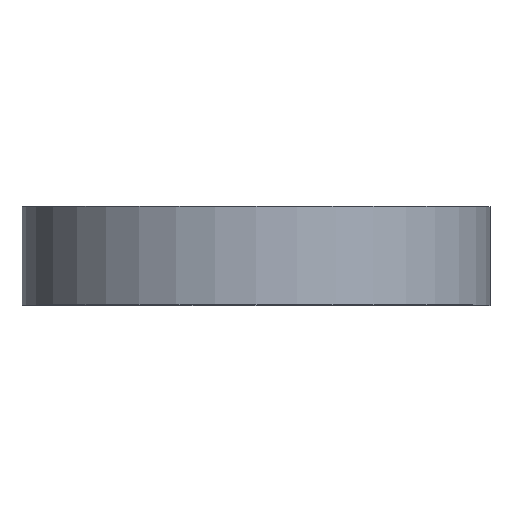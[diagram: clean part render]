
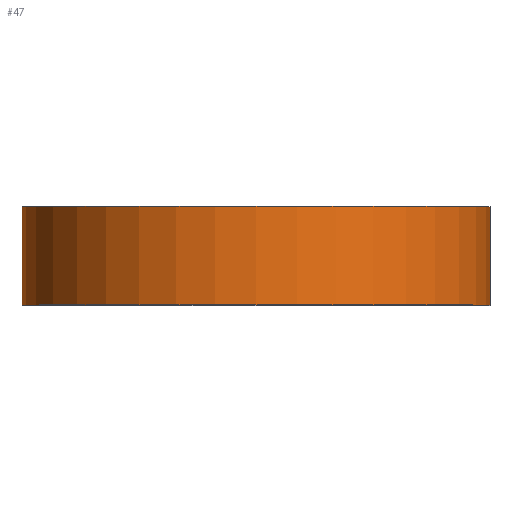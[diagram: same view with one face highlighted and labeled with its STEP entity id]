
A CAD part, top view. The second image highlights one B-rep face of the part: STEP entity #47.
In plain terms, the highlighted cylindrical face has radius 52.807 mm (diameter 105.613 mm), a partial arc.
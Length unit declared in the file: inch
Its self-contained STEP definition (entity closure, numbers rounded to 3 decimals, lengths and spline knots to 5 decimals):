
#4 = EDGE_CURVE ( 'NONE', #489, #100, #311, .T. ) ;
#7 = CYLINDRICAL_SURFACE ( 'NONE', #357, 2.079 ) ;
#8 = VECTOR ( 'NONE', #721, 39.37008 ) ;
#27 = CARTESIAN_POINT ( 'NONE',  ( 0., -0.4375, -2.079 ) ) ;
#40 = EDGE_CURVE ( 'NONE', #100, #468, #294, .T. ) ;
#47 = ADVANCED_FACE ( 'NONE', ( #252 ), #7, .T. ) ;
#73 = DIRECTION ( 'NONE',  ( 0., 0., -1. ) ) ;
#91 = ORIENTED_EDGE ( 'NONE', *, *, #4, .F. ) ;
#100 = VERTEX_POINT ( 'NONE', #429 ) ;
#110 = VERTEX_POINT ( 'NONE', #27 ) ;
#130 = VECTOR ( 'NONE', #591, 39.37008 ) ;
#137 = LINE ( 'NONE', #598, #130 ) ;
#185 = CIRCLE ( 'NONE', #478, 2.079 ) ;
#252 = FACE_OUTER_BOUND ( 'NONE', #686, .T. ) ;
#294 = LINE ( 'NONE', #717, #8 ) ;
#311 = CIRCLE ( 'NONE', #395, 2.079 ) ;
#357 = AXIS2_PLACEMENT_3D ( 'NONE', #708, #734, #73 ) ;
#395 = AXIS2_PLACEMENT_3D ( 'NONE', #410, #402, #474 ) ;
#402 = DIRECTION ( 'NONE',  ( 0., 1., 0. ) ) ;
#410 = CARTESIAN_POINT ( 'NONE',  ( 0., 0.4375, 0. ) ) ;
#429 = CARTESIAN_POINT ( 'NONE',  ( 2.079, 0.4375, 0. ) ) ;
#443 = ORIENTED_EDGE ( 'NONE', *, *, #523, .T. ) ;
#455 = EDGE_CURVE ( 'NONE', #110, #468, #185, .T. ) ;
#468 = VERTEX_POINT ( 'NONE', #727 ) ;
#474 = DIRECTION ( 'NONE',  ( 1., 0., 0. ) ) ;
#478 = AXIS2_PLACEMENT_3D ( 'NONE', #693, #692, #690 ) ;
#489 = VERTEX_POINT ( 'NONE', #639 ) ;
#492 = ORIENTED_EDGE ( 'NONE', *, *, #455, .T. ) ;
#523 = EDGE_CURVE ( 'NONE', #489, #110, #137, .T. ) ;
#591 = DIRECTION ( 'NONE',  ( 0., -1., 0. ) ) ;
#598 = CARTESIAN_POINT ( 'NONE',  ( 0., 0.4375, -2.079 ) ) ;
#639 = CARTESIAN_POINT ( 'NONE',  ( 0., 0.4375, -2.079 ) ) ;
#686 = EDGE_LOOP ( 'NONE', ( #492, #700, #91, #443 ) ) ;
#690 = DIRECTION ( 'NONE',  ( 1., 0., 0. ) ) ;
#692 = DIRECTION ( 'NONE',  ( 0., 1., 0. ) ) ;
#693 = CARTESIAN_POINT ( 'NONE',  ( 0., -0.4375, 0. ) ) ;
#700 = ORIENTED_EDGE ( 'NONE', *, *, #40, .F. ) ;
#708 = CARTESIAN_POINT ( 'NONE',  ( 0., 0.4375, 0. ) ) ;
#717 = CARTESIAN_POINT ( 'NONE',  ( 2.079, 0.4375, 0. ) ) ;
#721 = DIRECTION ( 'NONE',  ( 0., -1., 0. ) ) ;
#727 = CARTESIAN_POINT ( 'NONE',  ( 2.079, -0.4375, 0. ) ) ;
#734 = DIRECTION ( 'NONE',  ( 0., -1., 0. ) ) ;
